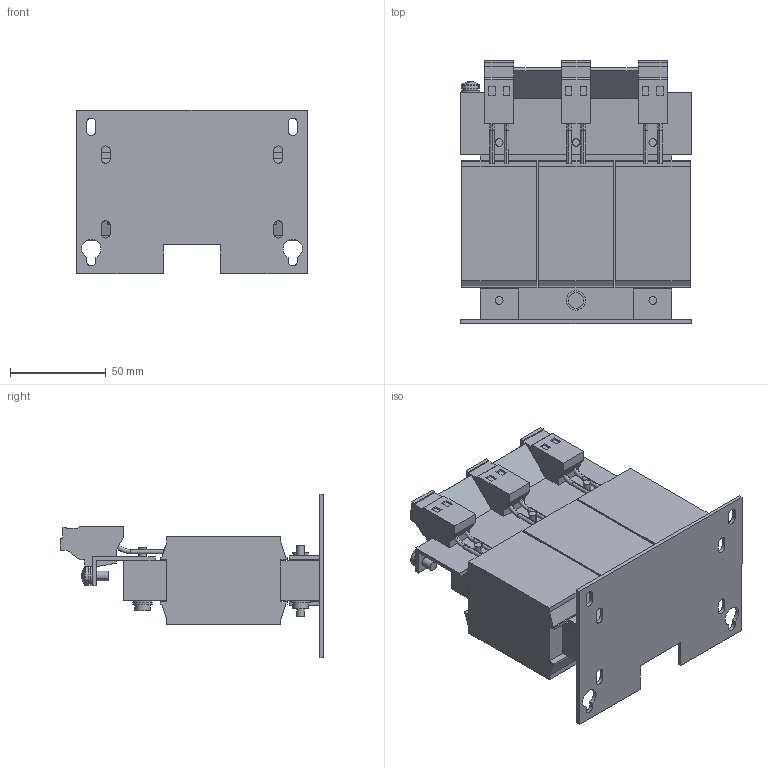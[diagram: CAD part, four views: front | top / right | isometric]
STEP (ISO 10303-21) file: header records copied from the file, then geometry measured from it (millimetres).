
FILE_DESCRIPTION (( 'STEP AP214' ), '1' );
FILE_NAME ('933345.STEP', '2024-08-29T12:27:48', ( '' ), ( '' ), 'SwSTEP 2.0', 'SolidWorks 2022', '' );
FILE_SCHEMA (( 'AUTOMOTIVE_DESIGN' ));
Length unit declared in the file: millimetre
Products named in the file (1): 933345
Bounding box: 120 x 137.1 x 85 mm (x, y, z)
Volume: 477457.9 mm3; surface area: 85920.2 mm2
Topology: 1 solids, 1 shells, 657 faces, 1722 edges, 1137 vertices
Faces by surface type: plane 465, cylinder 170, torus 14, cone 6, sphere 2
Entity records: 20402 total; most frequent: CARTESIAN_POINT 3779, ORIENTED_EDGE 3440, DIRECTION 3390, EDGE_CURVE 1720, VECTOR 1302, LINE 1302, VERTEX_POINT 1137, AXIS2_PLACEMENT_3D 1044
